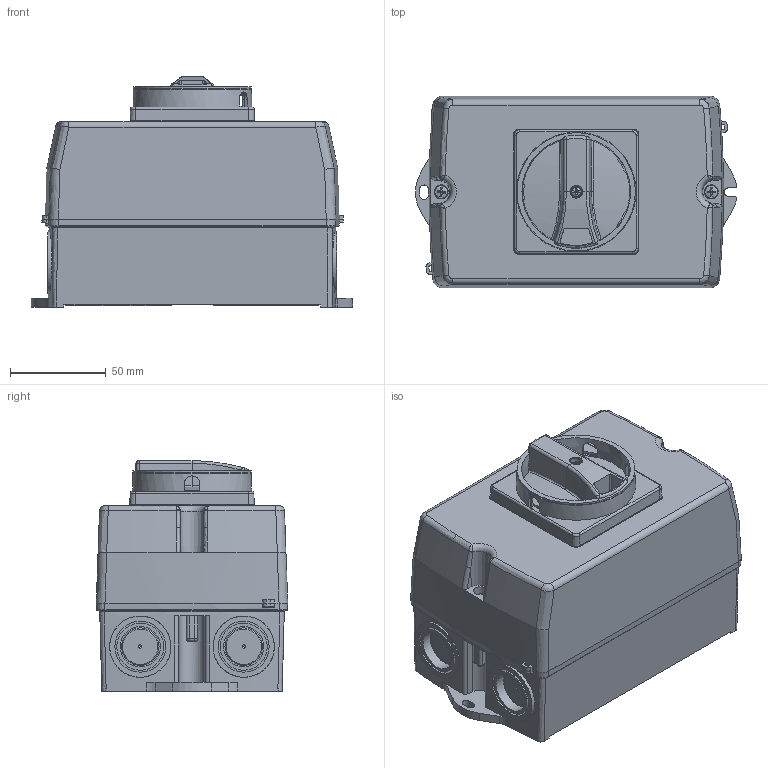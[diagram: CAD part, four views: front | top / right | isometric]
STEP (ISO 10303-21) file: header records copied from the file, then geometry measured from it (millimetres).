
FILE_DESCRIPTION(/* description */ (''),/* implementation_level */ '2;1');
FILE_NAME(/* name */ '3d_GA016-063SA....stp',/* time_stamp */ '2023-08-28T11:18:38+02:00',/* author */ (''),/* organization */ (''),/* preprocessor_version */ 'ST-DEVELOPER v16.7',/* originating_system */ 'SIEMENS PLM Software NX 12.0',/* authorisation */ '');
FILE_SCHEMA (('AUTOMOTIVE_DESIGN { 1 0 10303 214 3 1 1 1 }'));
Length unit declared in the file: millimetre
Products named in the file (1): Rugg67F8F5E33foi
Bounding box: 167.72 x 100 x 120.4 mm (x, y, z)
Surface area: 108792.9 mm2 (no closed solid volume)
Topology: 0 solids, 8 shells, 862 faces, 2614 edges, 1768 vertices
Faces by surface type: plane 412, cylinder 194, bspline 162, torus 42, cone 38, sphere 14
Full cylindrical faces by diameter (mm): 6 x1, 7.4 x2, 21 x4, 24.6 x4, 26.6 x4, 32 x4, 59 x1, 59.5 x1, 61.8 x1
Entity records: 32341 total; most frequent: CARTESIAN_POINT 10175, ORIENTED_EDGE 4697, DIRECTION 4059, EDGE_CURVE 2544, VERTEX_POINT 1754, LINE 1379, VECTOR 1379, AXIS2_PLACEMENT_3D 1340
